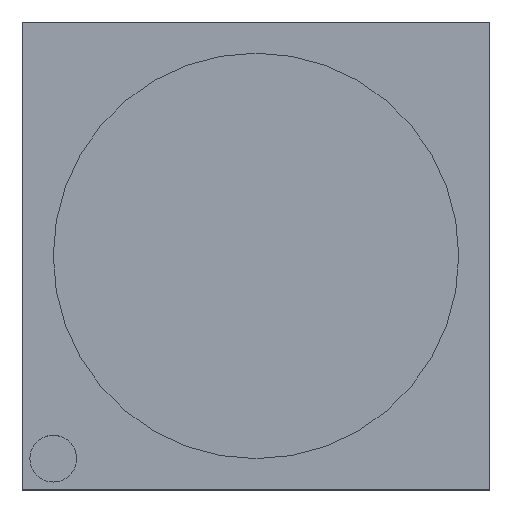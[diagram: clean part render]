
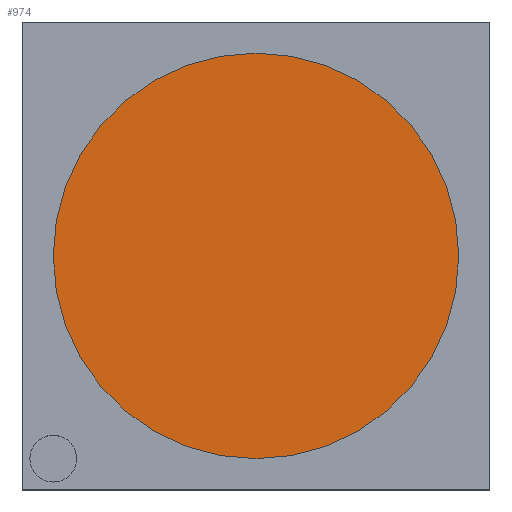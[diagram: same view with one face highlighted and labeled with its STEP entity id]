
A CAD part, top view. The second image highlights one B-rep face of the part: STEP entity #974.
In plain terms, the highlighted planar face has unit normal (0, 0, 1).
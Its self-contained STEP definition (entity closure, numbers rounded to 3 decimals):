
#47 = VERTEX_POINT ( 'NONE', #733 ) ;
#53 = PLANE ( 'NONE',  #891 ) ;
#170 = DIRECTION ( 'NONE',  ( 1., 0., 0. ) ) ;
#224 = DIRECTION ( 'NONE',  ( 0., 0., 1. ) ) ;
#308 = DIRECTION ( 'NONE',  ( 0., 0., 1. ) ) ;
#312 = CIRCLE ( 'NONE', #427, 1.3 ) ;
#362 = ORIENTED_EDGE ( 'NONE', *, *, #960, .T. ) ;
#367 = DIRECTION ( 'NONE',  ( 0., 0., 1. ) ) ;
#427 = AXIS2_PLACEMENT_3D ( 'NONE', #553, #308, #170 ) ;
#439 = EDGE_CURVE ( 'Defeatured_0_0+Defeatured_0_1+Defeatured_0_1+Defeatured_0_1', #1044, #47, #691, .T. ) ;
#553 = CARTESIAN_POINT ( 'NONE',  ( 0., 0., 0. ) ) ;
#691 = CIRCLE ( 'NONE', #823, 1.3 ) ;
#733 = CARTESIAN_POINT ( 'NONE',  ( 1.3, 0., 0. ) ) ;
#740 = DIRECTION ( 'NONE',  ( 1., 0., 0. ) ) ;
#773 = DIRECTION ( 'NONE',  ( 1., 0., 0. ) ) ;
#775 = CARTESIAN_POINT ( 'NONE',  ( 0., 0., 0. ) ) ;
#791 = CARTESIAN_POINT ( 'NONE',  ( -4646.094, -1826.275, 0. ) ) ;
#793 = EDGE_LOOP ( 'NONE', ( #362, #1094 ) ) ;
#823 = AXIS2_PLACEMENT_3D ( 'NONE', #775, #367, #773 ) ;
#891 = AXIS2_PLACEMENT_3D ( 'NONE', #791, #224, #740 ) ;
#960 = EDGE_CURVE ( 'Defeatured_0_0+Defeatured_0_1+Defeatured_0_1+Defeatured_0_1', #47, #1044, #312, .T. ) ;
#974 = ADVANCED_FACE ( 'Defeatured_0_0', ( #990 ), #53, .T. ) ;
#990 = FACE_OUTER_BOUND ( 'NONE', #793, .T. ) ;
#1044 = VERTEX_POINT ( 'NONE', #1081 ) ;
#1081 = CARTESIAN_POINT ( 'NONE',  ( -1.3, 0., 0. ) ) ;
#1094 = ORIENTED_EDGE ( 'NONE', *, *, #439, .T. ) ;
